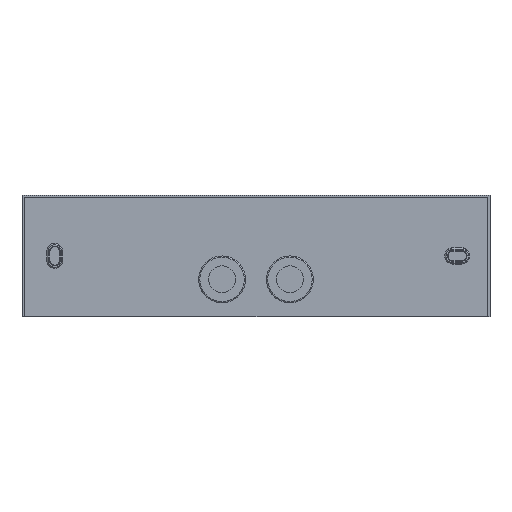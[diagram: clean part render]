
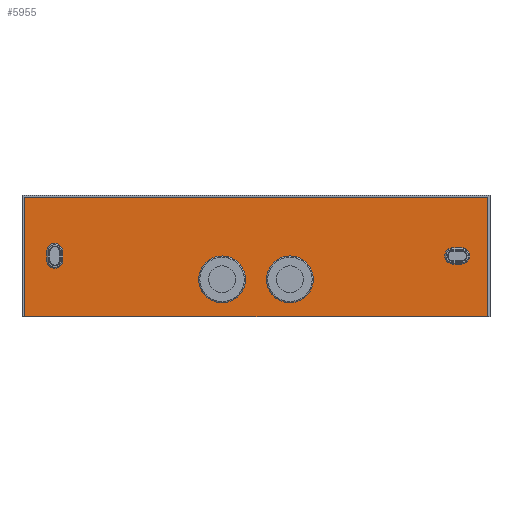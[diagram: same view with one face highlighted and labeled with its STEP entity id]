
A CAD part, top view. The second image highlights one B-rep face of the part: STEP entity #5955.
In plain terms, the highlighted planar face has unit normal (0, 0, 1).
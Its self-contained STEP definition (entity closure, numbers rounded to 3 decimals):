
#142=CIRCLE('',#6294,10.);
#154=CIRCLE('',#6316,10.);
#155=CIRCLE('',#6323,3.45);
#156=CIRCLE('',#6324,3.45);
#157=CIRCLE('',#6325,3.45);
#158=CIRCLE('',#6326,3.45);
#360=FACE_BOUND('',#962,.T.);
#361=FACE_BOUND('',#963,.T.);
#362=FACE_BOUND('',#964,.T.);
#363=FACE_BOUND('',#965,.T.);
#614=FACE_OUTER_BOUND('',#961,.T.);
#961=EDGE_LOOP('',(#5009,#5010,#5011,#5012));
#962=EDGE_LOOP('',(#5013));
#963=EDGE_LOOP('',(#5014));
#964=EDGE_LOOP('',(#5015,#5016,#5017,#5018));
#965=EDGE_LOOP('',(#5019,#5020,#5021,#5022));
#1505=LINE('',#13256,#2169);
#1516=LINE('',#13311,#2180);
#1518=LINE('',#13315,#2182);
#1519=LINE('',#13317,#2183);
#1520=LINE('',#13321,#2184);
#1521=LINE('',#13325,#2185);
#1522=LINE('',#13329,#2186);
#1523=LINE('',#13333,#2187);
#2169=VECTOR('',#7322,1.);
#2180=VECTOR('',#7389,1.);
#2182=VECTOR('',#7395,1.);
#2183=VECTOR('',#7398,1.);
#2184=VECTOR('',#7401,1.);
#2185=VECTOR('',#7404,1.);
#2186=VECTOR('',#7407,1.);
#2187=VECTOR('',#7410,1.);
#2787=VERTEX_POINT('',#13253);
#2788=VERTEX_POINT('',#13255);
#2791=VERTEX_POINT('',#13263);
#2801=VERTEX_POINT('',#13300);
#2803=VERTEX_POINT('',#13308);
#2804=VERTEX_POINT('',#13310);
#2805=VERTEX_POINT('',#13319);
#2806=VERTEX_POINT('',#13320);
#2807=VERTEX_POINT('',#13322);
#2808=VERTEX_POINT('',#13324);
#2809=VERTEX_POINT('',#13327);
#2810=VERTEX_POINT('',#13328);
#2811=VERTEX_POINT('',#13330);
#2812=VERTEX_POINT('',#13332);
#3544=EDGE_CURVE('',#2788,#2787,#1505,.T.);
#3548=EDGE_CURVE('',#2791,#2791,#142,.T.);
#3565=EDGE_CURVE('',#2801,#2801,#154,.T.);
#3569=EDGE_CURVE('',#2803,#2804,#1516,.T.);
#3571=EDGE_CURVE('',#2788,#2803,#1518,.T.);
#3572=EDGE_CURVE('',#2787,#2804,#1519,.T.);
#3573=EDGE_CURVE('',#2805,#2806,#1520,.T.);
#3574=EDGE_CURVE('',#2807,#2805,#155,.T.);
#3575=EDGE_CURVE('',#2808,#2807,#1521,.T.);
#3576=EDGE_CURVE('',#2806,#2808,#156,.T.);
#3577=EDGE_CURVE('',#2809,#2810,#1522,.T.);
#3578=EDGE_CURVE('',#2811,#2809,#157,.T.);
#3579=EDGE_CURVE('',#2812,#2811,#1523,.T.);
#3580=EDGE_CURVE('',#2810,#2812,#158,.T.);
#5009=ORIENTED_EDGE('',*,*,#3572,.T.);
#5010=ORIENTED_EDGE('',*,*,#3569,.F.);
#5011=ORIENTED_EDGE('',*,*,#3571,.F.);
#5012=ORIENTED_EDGE('',*,*,#3544,.T.);
#5013=ORIENTED_EDGE('',*,*,#3548,.T.);
#5014=ORIENTED_EDGE('',*,*,#3565,.T.);
#5015=ORIENTED_EDGE('',*,*,#3573,.F.);
#5016=ORIENTED_EDGE('',*,*,#3574,.F.);
#5017=ORIENTED_EDGE('',*,*,#3575,.F.);
#5018=ORIENTED_EDGE('',*,*,#3576,.F.);
#5019=ORIENTED_EDGE('',*,*,#3577,.F.);
#5020=ORIENTED_EDGE('',*,*,#3578,.F.);
#5021=ORIENTED_EDGE('',*,*,#3579,.F.);
#5022=ORIENTED_EDGE('',*,*,#3580,.F.);
#5636=PLANE('',#6322);
#5955=ADVANCED_FACE('',(#614,#360,#361,#362,#363),#5636,.T.);
#6294=AXIS2_PLACEMENT_3D('',#13265,#7331,#7332);
#6316=AXIS2_PLACEMENT_3D('',#13302,#7380,#7381);
#6322=AXIS2_PLACEMENT_3D('',#13318,#7399,#7400);
#6323=AXIS2_PLACEMENT_3D('',#13323,#7402,#7403);
#6324=AXIS2_PLACEMENT_3D('',#13326,#7405,#7406);
#6325=AXIS2_PLACEMENT_3D('',#13331,#7408,#7409);
#6326=AXIS2_PLACEMENT_3D('',#13334,#7411,#7412);
#7322=DIRECTION('',(0.,1.,0.));
#7331=DIRECTION('center_axis',(0.,0.,-1.));
#7332=DIRECTION('ref_axis',(0.,-1.,0.));
#7380=DIRECTION('center_axis',(0.,0.,-1.));
#7381=DIRECTION('ref_axis',(0.,-1.,0.));
#7389=DIRECTION('',(0.,1.,0.));
#7395=DIRECTION('',(-1.,0.,0.));
#7398=DIRECTION('',(-1.,0.,0.));
#7399=DIRECTION('center_axis',(0.,0.,1.));
#7400=DIRECTION('ref_axis',(-1.,0.,0.));
#7401=DIRECTION('',(-1.,0.,0.));
#7402=DIRECTION('center_axis',(0.,0.,1.));
#7403=DIRECTION('ref_axis',(-1.,0.,0.));
#7404=DIRECTION('',(1.,0.,0.));
#7405=DIRECTION('center_axis',(0.,0.,1.));
#7406=DIRECTION('ref_axis',(-1.,0.,0.));
#7407=DIRECTION('',(0.,-1.,0.));
#7408=DIRECTION('center_axis',(0.,0.,1.));
#7409=DIRECTION('ref_axis',(-1.,0.,0.));
#7410=DIRECTION('',(0.,1.,0.));
#7411=DIRECTION('center_axis',(0.,0.,1.));
#7412=DIRECTION('ref_axis',(-1.,0.,0.));
#13253=CARTESIAN_POINT('',(743.9,221.9,70.));
#13255=CARTESIAN_POINT('',(743.9,171.,70.));
#13256=CARTESIAN_POINT('',(743.9,196.45,70.));
#13263=CARTESIAN_POINT('',(630.5,197.,70.));
#13265=CARTESIAN_POINT('Origin',(630.5,187.,70.));
#13300=CARTESIAN_POINT('',(659.5,197.,70.));
#13302=CARTESIAN_POINT('Origin',(659.5,187.,70.));
#13308=CARTESIAN_POINT('',(546.1,171.,70.));
#13310=CARTESIAN_POINT('',(546.1,221.9,70.));
#13311=CARTESIAN_POINT('',(546.1,196.45,70.));
#13315=CARTESIAN_POINT('',(744.5,171.,70.));
#13317=CARTESIAN_POINT('',(645.,221.9,70.));
#13318=CARTESIAN_POINT('Origin',(645.,199.5,70.));
#13319=CARTESIAN_POINT('',(732.9,200.45,70.));
#13320=CARTESIAN_POINT('',(729.1,200.45,70.));
#13321=CARTESIAN_POINT('',(644.,200.45,70.));
#13322=CARTESIAN_POINT('',(732.9,193.55,70.));
#13323=CARTESIAN_POINT('Origin',(732.9,197.,70.));
#13324=CARTESIAN_POINT('',(729.1,193.55,70.));
#13325=CARTESIAN_POINT('',(644.,193.55,70.));
#13326=CARTESIAN_POINT('Origin',(729.1,197.,70.));
#13327=CARTESIAN_POINT('',(555.55,198.9,70.));
#13328=CARTESIAN_POINT('',(555.55,195.1,70.));
#13329=CARTESIAN_POINT('',(555.55,194.5,70.));
#13330=CARTESIAN_POINT('',(562.45,198.9,70.));
#13331=CARTESIAN_POINT('Origin',(559.,198.9,70.));
#13332=CARTESIAN_POINT('',(562.45,195.1,70.));
#13333=CARTESIAN_POINT('',(562.45,194.5,70.));
#13334=CARTESIAN_POINT('Origin',(559.,195.1,70.));
